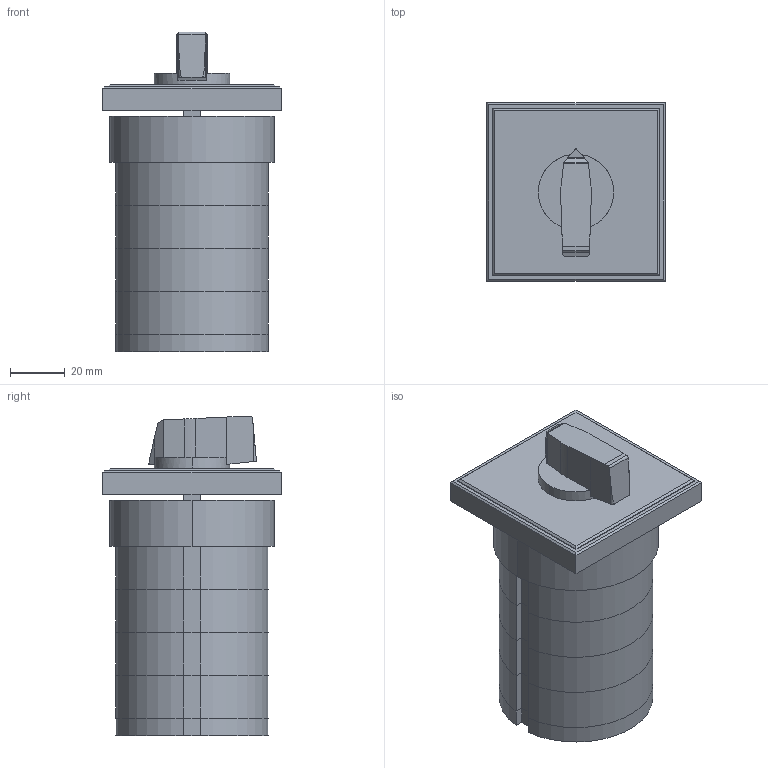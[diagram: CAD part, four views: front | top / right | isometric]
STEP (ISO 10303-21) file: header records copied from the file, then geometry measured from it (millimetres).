
FILE_DESCRIPTION((''),'2;1');
FILE_NAME('3d_7GN4013U.stp','2012-10-02T14:26:37',(''),(''),'Mechanical Desktop 2011','Mechanical Desktop 2011',', , ');
FILE_SCHEMA(('CONFIG_CONTROL_DESIGN'));
Length unit declared in the file: millimetre
Products named in the file (1): Product
Bounding box: 65 x 65 x 116.66 mm (x, y, z)
Volume: 264466.1 mm3; surface area: 67618.1 mm2
Topology: 10 solids, 10 shells, 122 faces, 292 edges, 190 vertices
Faces by surface type: plane 79, cylinder 25, bspline 18
Entity records: 3581 total; most frequent: CARTESIAN_POINT 659, ORIENTED_EDGE 584, DIRECTION 562, EDGE_CURVE 292, VECTOR 232, LINE 232, VERTEX_POINT 190, AXIS2_PLACEMENT_3D 165
